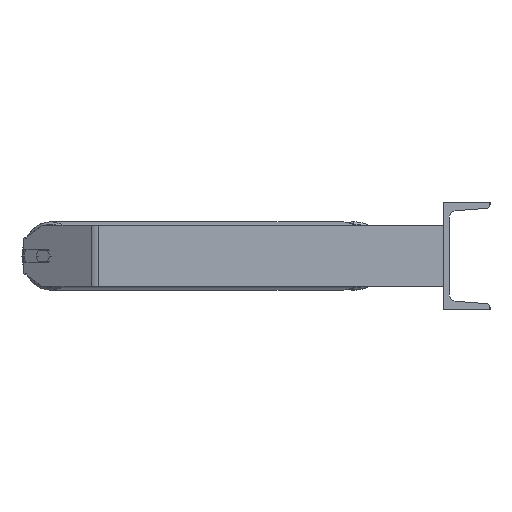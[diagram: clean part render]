
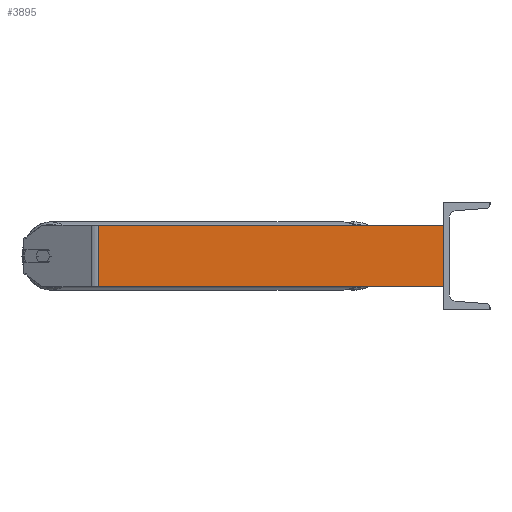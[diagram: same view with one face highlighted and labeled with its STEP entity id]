
A CAD part, left-side view. The second image highlights one B-rep face of the part: STEP entity #3895.
In plain terms, the highlighted planar face has unit normal (-1, 0, 0).
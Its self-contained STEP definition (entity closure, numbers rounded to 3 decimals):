
#209 = CARTESIAN_POINT ( 'NONE',  ( -985., 0., -40. ) ) ;
#298 = DIRECTION ( 'NONE',  ( 0., 0., -1. ) ) ;
#746 = EDGE_CURVE ( 'NONE', #6694, #2078, #818, .T. ) ;
#818 = LINE ( 'NONE', #8472, #5863 ) ;
#1176 = DIRECTION ( 'NONE',  ( 1., 0., 0. ) ) ;
#1401 = CARTESIAN_POINT ( 'NONE',  ( -985., 453.91, 40. ) ) ;
#1500 = AXIS2_PLACEMENT_3D ( 'NONE', #7966, #1176, #4605 ) ;
#1641 = ORIENTED_EDGE ( 'NONE', *, *, #7624, .F. ) ;
#2078 = VERTEX_POINT ( 'NONE', #4430 ) ;
#2709 = LINE ( 'NONE', #4652, #3035 ) ;
#3035 = VECTOR ( 'NONE', #8243, 1000. ) ;
#3802 = DIRECTION ( 'NONE',  ( 0., -1., 0. ) ) ;
#3895 = ADVANCED_FACE ( 'NONE', ( #8066 ), #4433, .F. ) ;
#4084 = CARTESIAN_POINT ( 'NONE',  ( -985., 0., 40. ) ) ;
#4430 = CARTESIAN_POINT ( 'NONE',  ( -985., 448.865, -40. ) ) ;
#4433 = PLANE ( 'NONE',  #1500 ) ;
#4500 = VECTOR ( 'NONE', #3802, 1000. ) ;
#4597 = EDGE_CURVE ( 'NONE', #2078, #5847, #5135, .T. ) ;
#4605 = DIRECTION ( 'NONE',  ( 0., 1., 0. ) ) ;
#4652 = CARTESIAN_POINT ( 'NONE',  ( -985., 0., 40. ) ) ;
#4898 = LINE ( 'NONE', #1401, #6395 ) ;
#5074 = ORIENTED_EDGE ( 'NONE', *, *, #746, .T. ) ;
#5135 = LINE ( 'NONE', #7891, #4500 ) ;
#5540 = VERTEX_POINT ( 'NONE', #4084 ) ;
#5847 = VERTEX_POINT ( 'NONE', #209 ) ;
#5863 = VECTOR ( 'NONE', #298, 1000. ) ;
#6260 = DIRECTION ( 'NONE',  ( 0., -1., 0. ) ) ;
#6329 = EDGE_CURVE ( 'NONE', #5540, #5847, #2709, .T. ) ;
#6336 = ORIENTED_EDGE ( 'NONE', *, *, #6329, .F. ) ;
#6395 = VECTOR ( 'NONE', #6260, 1000. ) ;
#6694 = VERTEX_POINT ( 'NONE', #8690 ) ;
#7362 = ORIENTED_EDGE ( 'NONE', *, *, #4597, .T. ) ;
#7624 = EDGE_CURVE ( 'NONE', #6694, #5540, #4898, .T. ) ;
#7891 = CARTESIAN_POINT ( 'NONE',  ( -985., 453.91, -40. ) ) ;
#7966 = CARTESIAN_POINT ( 'NONE',  ( -985., 453.91, 40. ) ) ;
#8066 = FACE_OUTER_BOUND ( 'NONE', #8293, .T. ) ;
#8243 = DIRECTION ( 'NONE',  ( 0., 0., -1. ) ) ;
#8293 = EDGE_LOOP ( 'NONE', ( #7362, #6336, #1641, #5074 ) ) ;
#8472 = CARTESIAN_POINT ( 'NONE',  ( -985., 448.865, 40. ) ) ;
#8690 = CARTESIAN_POINT ( 'NONE',  ( -985., 448.865, 40. ) ) ;
